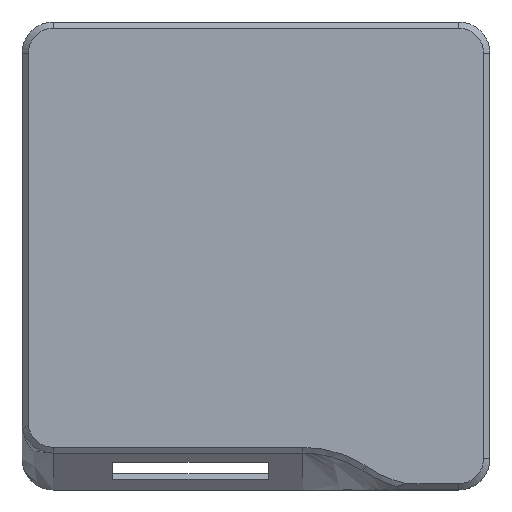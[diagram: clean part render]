
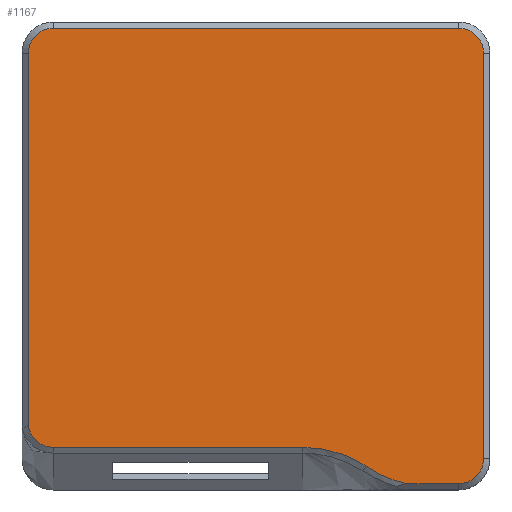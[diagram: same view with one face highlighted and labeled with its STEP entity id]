
A CAD part, top view. The second image highlights one B-rep face of the part: STEP entity #1167.
In plain terms, the highlighted planar face has unit normal (0, 0, 1).
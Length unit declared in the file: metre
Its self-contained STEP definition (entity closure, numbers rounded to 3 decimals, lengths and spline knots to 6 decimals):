
#52=B_SPLINE_CURVE_WITH_KNOTS('',3,(#1838,#1839,#1840,#1841,#1842),
 .UNSPECIFIED.,.F.,.F.,(4,1,4),(0.,0.5,1.),.UNSPECIFIED.);
#53=B_SPLINE_CURVE_WITH_KNOTS('',3,(#1846,#1847,#1848,#1849,#1850,#1851),
 .UNSPECIFIED.,.F.,.F.,(4,1,1,4),(0.,0.5,0.75,1.),.UNSPECIFIED.);
#54=B_SPLINE_CURVE_WITH_KNOTS('',3,(#1853,#1854,#1855,#1856,#1857,#1858,
#1859,#1860,#1861,#1862,#1863,#1864,#1865,#1866,#1867,#1868),
 .UNSPECIFIED.,.F.,.F.,(4,1,1,1,1,1,1,1,1,1,1,1,1,4),(0.,0.03125,0.0625,
0.078125,0.085938,0.09375,0.125,0.1875,0.25,0.375,0.5,0.625,0.75,1.),
 .UNSPECIFIED.);
#85=CIRCLE('',#1263,0.004);
#86=CIRCLE('',#1264,0.004);
#87=CIRCLE('',#1265,0.004);
#194=ORIENTED_EDGE('',*,*,#526,.T.);
#195=ORIENTED_EDGE('',*,*,#527,.T.);
#196=ORIENTED_EDGE('',*,*,#528,.T.);
#197=ORIENTED_EDGE('',*,*,#529,.T.);
#198=ORIENTED_EDGE('',*,*,#530,.T.);
#199=ORIENTED_EDGE('',*,*,#531,.T.);
#200=ORIENTED_EDGE('',*,*,#532,.T.);
#201=ORIENTED_EDGE('',*,*,#533,.T.);
#202=ORIENTED_EDGE('',*,*,#534,.T.);
#203=ORIENTED_EDGE('',*,*,#535,.T.);
#204=ORIENTED_EDGE('',*,*,#536,.T.);
#526=EDGE_CURVE('',#690,#691,#791,.T.);
#527=EDGE_CURVE('',#691,#692,#52,.T.);
#528=EDGE_CURVE('',#692,#693,#792,.T.);
#529=EDGE_CURVE('',#693,#694,#53,.T.);
#530=EDGE_CURVE('',#694,#695,#54,.T.);
#531=EDGE_CURVE('',#695,#696,#793,.T.);
#532=EDGE_CURVE('',#696,#697,#85,.T.);
#533=EDGE_CURVE('',#697,#698,#794,.T.);
#534=EDGE_CURVE('',#698,#699,#86,.T.);
#535=EDGE_CURVE('',#699,#700,#795,.T.);
#536=EDGE_CURVE('',#700,#690,#87,.T.);
#690=VERTEX_POINT('',#1836);
#691=VERTEX_POINT('',#1837);
#692=VERTEX_POINT('',#1843);
#693=VERTEX_POINT('',#1845);
#694=VERTEX_POINT('',#1852);
#695=VERTEX_POINT('',#1869);
#696=VERTEX_POINT('',#1871);
#697=VERTEX_POINT('',#1873);
#698=VERTEX_POINT('',#1875);
#699=VERTEX_POINT('',#1877);
#700=VERTEX_POINT('',#1879);
#791=LINE('',#1835,#902);
#792=LINE('',#1844,#903);
#793=LINE('',#1870,#904);
#794=LINE('',#1874,#905);
#795=LINE('',#1878,#906);
#902=VECTOR('',#1433,1.);
#903=VECTOR('',#1434,1.);
#904=VECTOR('',#1435,1.);
#905=VECTOR('',#1438,1.);
#906=VECTOR('',#1441,1.);
#984=EDGE_LOOP('',(#194,#195,#196,#197,#198,#199,#200,#201,#202,#203,#204));
#1058=FACE_BOUND('',#984,.T.);
#1126=PLANE('',#1262);
#1167=ADVANCED_FACE('',(#1058),#1126,.T.);
#1262=AXIS2_PLACEMENT_3D('',#1834,#1431,#1432);
#1263=AXIS2_PLACEMENT_3D('',#1872,#1436,#1437);
#1264=AXIS2_PLACEMENT_3D('',#1876,#1439,#1440);
#1265=AXIS2_PLACEMENT_3D('',#1880,#1442,#1443);
#1431=DIRECTION('',(0.,0.,1.));
#1432=DIRECTION('',(1.,0.,0.));
#1433=DIRECTION('',(0.,-1.,0.));
#1434=DIRECTION('',(1.,0.,0.));
#1435=DIRECTION('',(1.,0.,0.));
#1436=DIRECTION('',(0.,0.,1.));
#1437=DIRECTION('',(1.,0.,0.));
#1438=DIRECTION('',(0.,1.,0.));
#1439=DIRECTION('',(0.,0.,1.));
#1440=DIRECTION('',(1.,0.,0.));
#1441=DIRECTION('',(-1.,0.,0.));
#1442=DIRECTION('',(0.,0.,1.));
#1443=DIRECTION('',(1.,0.,0.));
#1834=CARTESIAN_POINT('',(0.,0.,0.0321));
#1835=CARTESIAN_POINT('',(-0.0365,0.,0.0321));
#1836=CARTESIAN_POINT('',(-0.0365,0.0325,0.0321));
#1837=CARTESIAN_POINT('',(-0.0365,-0.027016,0.0321));
#1838=CARTESIAN_POINT('',(-0.0365,-0.027016,0.0321));
#1839=CARTESIAN_POINT('',(-0.036447,-0.028026,0.0321));
#1840=CARTESIAN_POINT('',(-0.035488,-0.029923,0.0321));
#1841=CARTESIAN_POINT('',(-0.03351,-0.030684,0.0321));
#1842=CARTESIAN_POINT('',(-0.0325,-0.030685,0.0321));
#1843=CARTESIAN_POINT('',(-0.0325,-0.030685,0.0321));
#1844=CARTESIAN_POINT('',(0.,-0.030685,0.0321));
#1845=CARTESIAN_POINT('',(0.0075,-0.030685,0.0321));
#1846=CARTESIAN_POINT('',(0.0075,-0.030685,0.0321));
#1847=CARTESIAN_POINT('',(0.009291,-0.030688,0.0321));
#1848=CARTESIAN_POINT('',(0.011953,-0.031081,0.0321));
#1849=CARTESIAN_POINT('',(0.015341,-0.032357,0.0321));
#1850=CARTESIAN_POINT('',(0.016906,-0.033227,0.0321));
#1851=CARTESIAN_POINT('',(0.017663,-0.033722,0.0321));
#1852=CARTESIAN_POINT('',(0.017663,-0.033722,0.0321));
#1853=CARTESIAN_POINT('',(0.017663,-0.033722,0.0321));
#1854=CARTESIAN_POINT('',(0.017772,-0.033794,0.0321));
#1855=CARTESIAN_POINT('',(0.017954,-0.033914,0.0321));
#1856=CARTESIAN_POINT('',(0.018096,-0.034007,0.0321));
#1857=CARTESIAN_POINT('',(0.01814,-0.034036,0.0321));
#1858=CARTESIAN_POINT('',(0.018164,-0.034051,0.0321));
#1859=CARTESIAN_POINT('',(0.018266,-0.034116,0.0321));
#1860=CARTESIAN_POINT('',(0.01845,-0.034232,0.0321));
#1861=CARTESIAN_POINT('',(0.018768,-0.034424,0.0321));
#1862=CARTESIAN_POINT('',(0.019289,-0.03472,0.0321));
#1863=CARTESIAN_POINT('',(0.019926,-0.035053,0.0321));
#1864=CARTESIAN_POINT('',(0.020717,-0.03542,0.0321));
#1865=CARTESIAN_POINT('',(0.021522,-0.035749,0.0321));
#1866=CARTESIAN_POINT('',(0.022611,-0.036136,0.0321));
#1867=CARTESIAN_POINT('',(0.023447,-0.03637,0.0321));
#1868=CARTESIAN_POINT('',(0.024013,-0.0365,0.0321));
#1869=CARTESIAN_POINT('',(0.024013,-0.0365,0.0321));
#1870=CARTESIAN_POINT('',(0.,-0.0365,0.0321));
#1871=CARTESIAN_POINT('',(0.0325,-0.0365,0.0321));
#1872=CARTESIAN_POINT('',(0.0325,-0.0325,0.0321));
#1873=CARTESIAN_POINT('',(0.0365,-0.0325,0.0321));
#1874=CARTESIAN_POINT('',(0.0365,0.0325,0.0321));
#1875=CARTESIAN_POINT('',(0.0365,0.0325,0.0321));
#1876=CARTESIAN_POINT('',(0.0325,0.0325,0.0321));
#1877=CARTESIAN_POINT('',(0.0325,0.0365,0.0321));
#1878=CARTESIAN_POINT('',(-0.0325,0.0365,0.0321));
#1879=CARTESIAN_POINT('',(-0.0325,0.0365,0.0321));
#1880=CARTESIAN_POINT('',(-0.0325,0.0325,0.0321));
